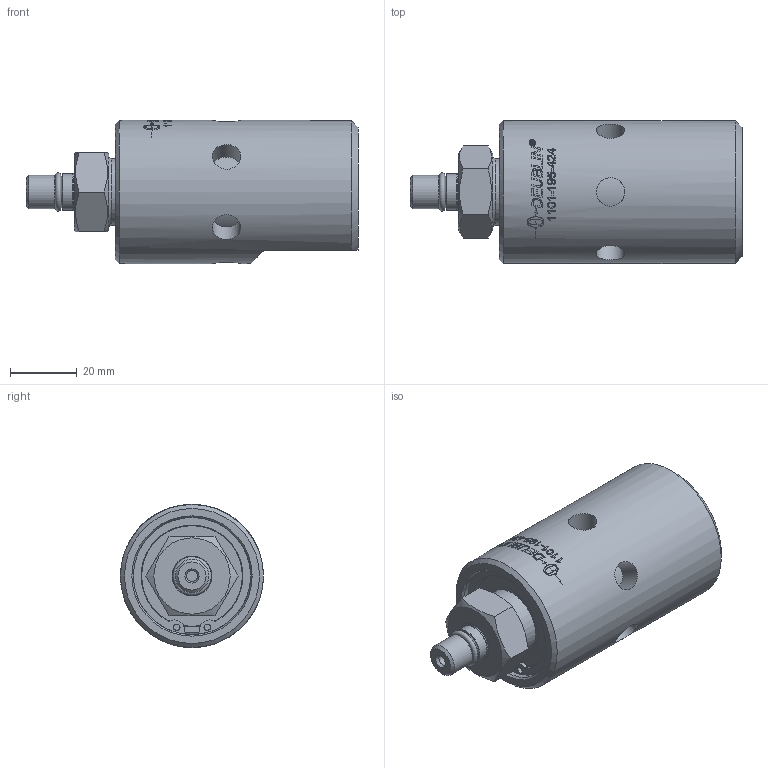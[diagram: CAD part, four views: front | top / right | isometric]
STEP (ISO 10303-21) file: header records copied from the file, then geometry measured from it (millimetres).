
FILE_DESCRIPTION(/* description */ (''),/* implementation_level */ '2;1');
FILE_NAME(/* name */ '1101-195-424-IC.stp',/* time_stamp */ '2020-05-13T14:12:28-05:00',/* author */ ('Moorera'),/* organization */ (''),/* preprocessor_version */ 'ST-DEVELOPER v18.1',/* originating_system */ 'Autodesk Inventor 2020',/* authorisation */ '');
FILE_SCHEMA (('AUTOMOTIVE_DESIGN { 1 0 10303 214 3 1 1 }'));
Length unit declared in the file: millimetre
Products named in the file (1): 1101-195-424-IC
Bounding box: 99.32 x 42.8 x 42.8 mm (x, y, z)
Volume: 99905.7 mm3; surface area: 18471.5 mm2
Topology: 2 solids, 6 shells, 450 faces, 1207 edges, 809 vertices
Faces by surface type: plane 252, bspline 96, cylinder 77, cone 14, torus 11
Full cylindrical faces by diameter (mm): 1.981 x2, 3.2 x1, 8.5 x6, 10 x1, 11 x1, 14.48 x1, 14.95 x1, 20 x1, 21.675 x1, 30.125 x1, 30.4 x1, 35.006 x1, 35.05 x1, 37.19 x1, 42.8 x1
Entity records: 17683 total; most frequent: CARTESIAN_POINT 6397, ORIENTED_EDGE 2412, DIRECTION 2208, EDGE_CURVE 1206, AXIS2_PLACEMENT_3D 879, VERTEX_POINT 809, EDGE_LOOP 507, LINE 450
